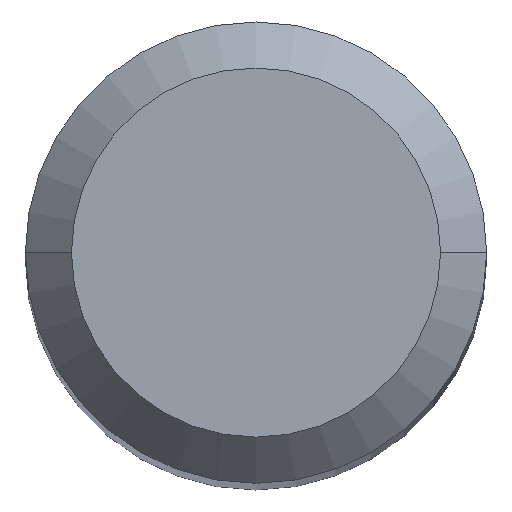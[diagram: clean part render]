
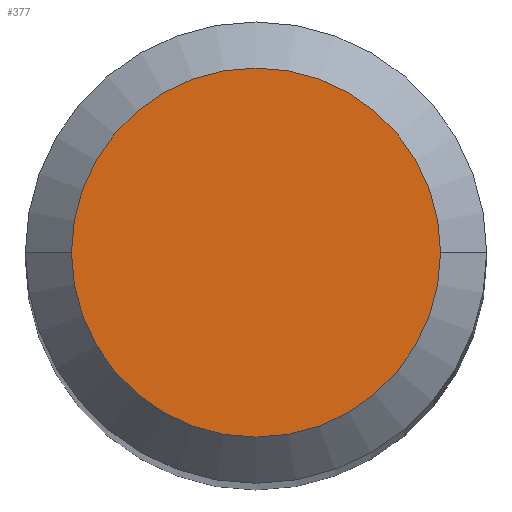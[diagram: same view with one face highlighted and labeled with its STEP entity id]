
A CAD part, top view. The second image highlights one B-rep face of the part: STEP entity #377.
In plain terms, the highlighted planar face has unit normal (0, 0, 1).
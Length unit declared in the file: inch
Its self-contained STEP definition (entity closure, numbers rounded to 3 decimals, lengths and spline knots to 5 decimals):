
#10 = AXIS2_PLACEMENT_3D ( 'NONE', #443, #339, #481 ) ;
#11 = AXIS2_PLACEMENT_3D ( 'NONE', #322, #168, #15 ) ;
#15 = DIRECTION ( 'NONE',  ( -1., 0., 0. ) ) ;
#37 = ORIENTED_EDGE ( 'NONE', *, *, #313, .T. ) ;
#53 = EDGE_CURVE ( 'NONE', #382, #169, #300, .T. ) ;
#84 = CIRCLE ( 'NONE', #384, 0.05 ) ;
#101 = ORIENTED_EDGE ( 'NONE', *, *, #53, .T. ) ;
#162 = DIRECTION ( 'NONE',  ( 0., 0., 1. ) ) ;
#168 = DIRECTION ( 'NONE',  ( 0., 0., -1. ) ) ;
#169 = VERTEX_POINT ( 'NONE', #188 ) ;
#188 = CARTESIAN_POINT ( 'NONE',  ( 0.05, 0., 0. ) ) ;
#198 = CARTESIAN_POINT ( 'NONE',  ( 0., 0., 0. ) ) ;
#208 = PLANE ( 'NONE',  #11 ) ;
#280 = CARTESIAN_POINT ( 'NONE',  ( -0.05, 0., 0. ) ) ;
#300 = CIRCLE ( 'NONE', #10, 0.05 ) ;
#313 = EDGE_CURVE ( 'NONE', #169, #382, #84, .T. ) ;
#322 = CARTESIAN_POINT ( 'NONE',  ( 0., 0., 0. ) ) ;
#339 = DIRECTION ( 'NONE',  ( 0., 0., 1. ) ) ;
#357 = FACE_OUTER_BOUND ( 'NONE', #365, .T. ) ;
#365 = EDGE_LOOP ( 'NONE', ( #101, #37 ) ) ;
#377 = ADVANCED_FACE ( 'NONE', ( #357 ), #208, .F. ) ;
#382 = VERTEX_POINT ( 'NONE', #280 ) ;
#384 = AXIS2_PLACEMENT_3D ( 'NONE', #198, #162, #416 ) ;
#416 = DIRECTION ( 'NONE',  ( 1., 0., 0. ) ) ;
#443 = CARTESIAN_POINT ( 'NONE',  ( 0., 0., 0. ) ) ;
#481 = DIRECTION ( 'NONE',  ( 1., 0., 0. ) ) ;
